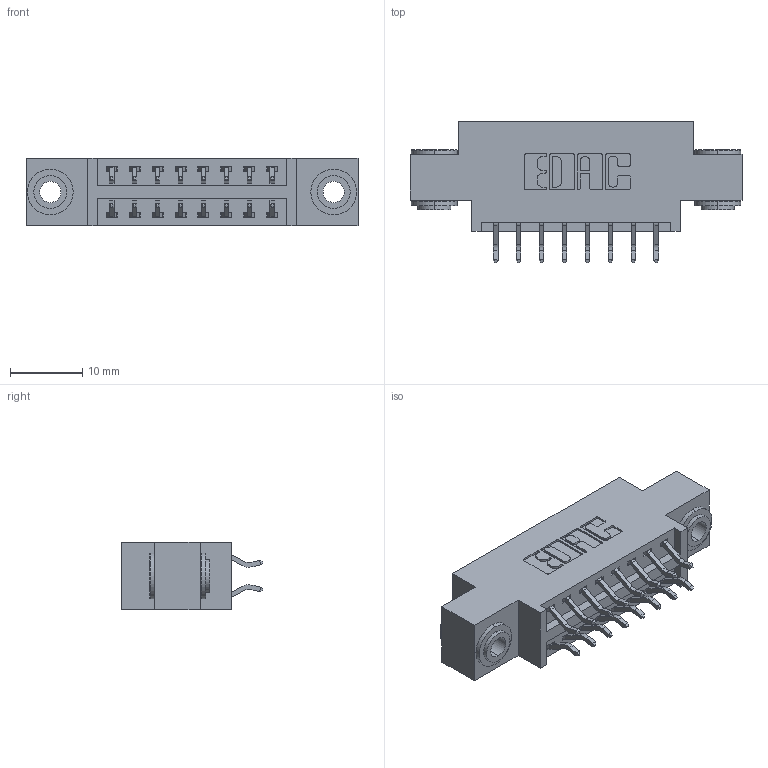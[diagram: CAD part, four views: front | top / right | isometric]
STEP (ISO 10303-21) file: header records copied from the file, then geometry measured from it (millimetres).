
FILE_DESCRIPTION (( 'STEP AP203' ), '1' );
FILE_NAME ('346-016-556-803.STEP', '2022-05-18T16:17:12', ( '' ), ( '' ), 'SwSTEP 2.0', 'SolidWorks 2020', '' );
FILE_SCHEMA (( 'CONFIG_CONTROL_DESIGN' ));
Length unit declared in the file: inch
Products named in the file (4): 345-292-001_556 Tail; 345-250-002_345-250-002-102; 346 Part_0.170 Offset - 0.156 Dia-TH; 346-016-556-803
Assembly tree (19 placements, depth 2):
  346-016-556-803
    346 Part_0.170 Offset - 0.156 Dia-TH
    345-292-001_556 Tail  x16
    345-250-002_345-250-002-102  x2
Bounding box: 45.97 x 19.57 x 9.4 mm (x, y, z)
Volume: 4065 mm3; surface area: 5466.7 mm2
Topology: 19 solids, 19 shells, 1106 faces, 3221 edges, 2122 vertices
Faces by surface type: plane 728, cylinder 370, cone 8
Entity records: 11216 total; most frequent: CARTESIAN_POINT 1893, ORIENTED_EDGE 1806, DIRECTION 1737, EDGE_CURVE 903, VECTOR 707, LINE 707, VERTEX_POINT 598, AXIS2_PLACEMENT_3D 515
